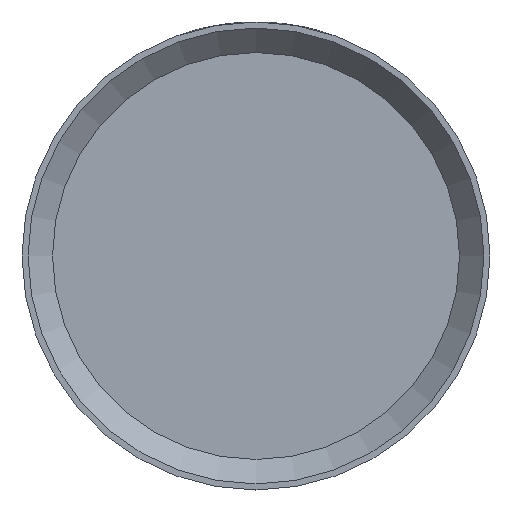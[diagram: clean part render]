
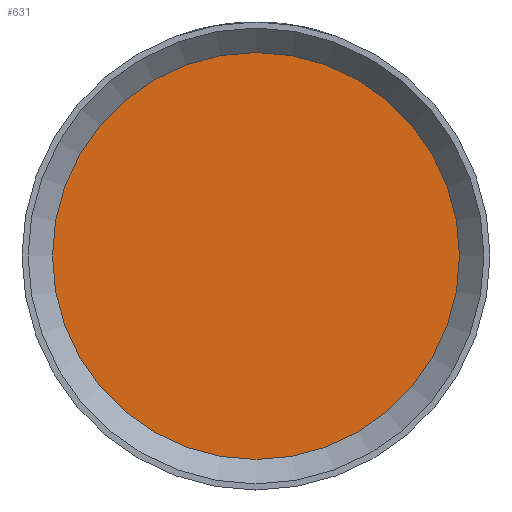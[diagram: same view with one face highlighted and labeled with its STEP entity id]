
A CAD part, front view. The second image highlights one B-rep face of the part: STEP entity #631.
In plain terms, the highlighted planar face has unit normal (0, -1, 0).
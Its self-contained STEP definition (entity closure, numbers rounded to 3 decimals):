
#401=CIRCLE('',#2807,5.);
#507=PLANE('',#2808);
#631=ADVANCED_FACE('',(#800),#507,.T.);
#800=FACE_OUTER_BOUND('',#929,.T.);
#929=EDGE_LOOP('',(#1489));
#1489=ORIENTED_EDGE('',*,*,#2162,.T.);
#1851=VERTEX_POINT('',#4360);
#2162=EDGE_CURVE('',#1851,#1851,#401,.T.);
#2807=AXIS2_PLACEMENT_3D('',#4359,#3424,#3425);
#2808=AXIS2_PLACEMENT_3D('',#4361,#3426,#3427);
#3424=DIRECTION('',(0.,-1.,0.));
#3425=DIRECTION('',(1.,0.,0.));
#3426=DIRECTION('',(0.,-1.,0.));
#3427=DIRECTION('',(0.,0.,1.));
#4359=CARTESIAN_POINT('',(0.,8.72,0.));
#4360=CARTESIAN_POINT('',(5.,8.72,0.));
#4361=CARTESIAN_POINT('',(5.5,8.72,-5.5));
